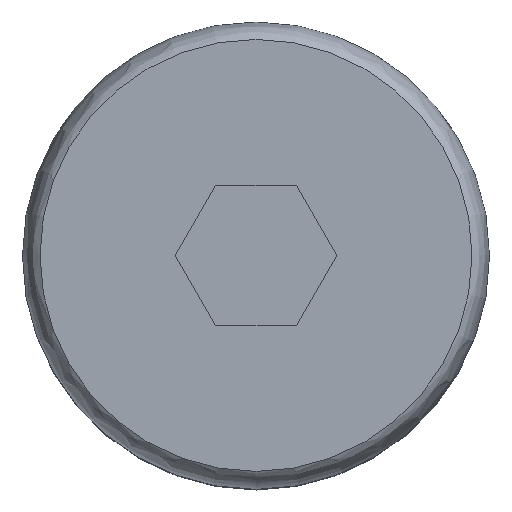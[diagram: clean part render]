
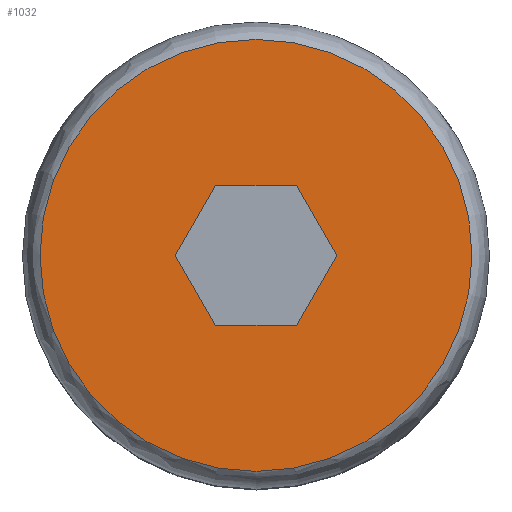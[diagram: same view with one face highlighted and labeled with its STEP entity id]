
A CAD part, top view. The second image highlights one B-rep face of the part: STEP entity #1032.
In plain terms, the highlighted planar face has unit normal (0, 0, 1).
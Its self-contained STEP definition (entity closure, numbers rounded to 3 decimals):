
#28=FACE_BOUND('',#149,.T.);
#55=PLANE('',#1122);
#88=FACE_OUTER_BOUND('',#148,.T.);
#148=EDGE_LOOP('',(#805));
#149=EDGE_LOOP('',(#806,#807,#808,#809,#810,#811));
#183=CIRCLE('',#1112,1.85);
#297=LINE('',#1878,#350);
#301=LINE('',#1886,#354);
#304=LINE('',#1892,#357);
#307=LINE('',#1898,#360);
#310=LINE('',#1904,#363);
#313=LINE('',#1909,#366);
#350=VECTOR('',#1218,10.);
#354=VECTOR('',#1224,10.);
#357=VECTOR('',#1229,10.);
#360=VECTOR('',#1234,10.);
#363=VECTOR('',#1239,10.);
#366=VECTOR('',#1244,10.);
#421=VERTEX_POINT('',#1876);
#422=VERTEX_POINT('',#1877);
#425=VERTEX_POINT('',#1885);
#427=VERTEX_POINT('',#1891);
#429=VERTEX_POINT('',#1897);
#431=VERTEX_POINT('',#1903);
#433=VERTEX_POINT('',#2002);
#538=EDGE_CURVE('',#421,#422,#297,.T.);
#542=EDGE_CURVE('',#425,#421,#301,.T.);
#545=EDGE_CURVE('',#427,#425,#304,.T.);
#548=EDGE_CURVE('',#429,#427,#307,.T.);
#551=EDGE_CURVE('',#431,#429,#310,.T.);
#554=EDGE_CURVE('',#422,#431,#313,.T.);
#558=EDGE_CURVE('',#433,#433,#183,.T.);
#805=ORIENTED_EDGE('',*,*,#558,.T.);
#806=ORIENTED_EDGE('',*,*,#538,.T.);
#807=ORIENTED_EDGE('',*,*,#554,.T.);
#808=ORIENTED_EDGE('',*,*,#551,.T.);
#809=ORIENTED_EDGE('',*,*,#548,.T.);
#810=ORIENTED_EDGE('',*,*,#545,.T.);
#811=ORIENTED_EDGE('',*,*,#542,.T.);
#1032=ADVANCED_FACE('',(#88,#28),#55,.T.);
#1112=AXIS2_PLACEMENT_3D('',#2015,#1250,#1251);
#1122=AXIS2_PLACEMENT_3D('',#2991,#1271,#1272);
#1218=DIRECTION('',(0.5,-0.866,0.));
#1224=DIRECTION('',(1.,0.,0.));
#1229=DIRECTION('',(0.5,0.866,0.));
#1234=DIRECTION('',(-0.5,0.866,0.));
#1239=DIRECTION('',(-1.,0.,0.));
#1244=DIRECTION('',(-0.5,-0.866,0.));
#1250=DIRECTION('center_axis',(0.,0.,1.));
#1251=DIRECTION('ref_axis',(0.,-1.,0.));
#1271=DIRECTION('center_axis',(0.,0.,1.));
#1272=DIRECTION('ref_axis',(0.,-1.,0.));
#1876=CARTESIAN_POINT('',(0.346,0.6,0.9));
#1877=CARTESIAN_POINT('',(0.693,0.,0.9));
#1878=CARTESIAN_POINT('',(0.433,0.45,0.9));
#1885=CARTESIAN_POINT('',(-0.346,0.6,0.9));
#1886=CARTESIAN_POINT('',(-0.173,0.6,0.9));
#1891=CARTESIAN_POINT('',(-0.693,0.,0.9));
#1892=CARTESIAN_POINT('',(-0.606,0.15,0.9));
#1897=CARTESIAN_POINT('',(-0.346,-0.6,0.9));
#1898=CARTESIAN_POINT('',(-0.433,-0.45,0.9));
#1903=CARTESIAN_POINT('',(0.346,-0.6,0.9));
#1904=CARTESIAN_POINT('',(0.173,-0.6,0.9));
#1909=CARTESIAN_POINT('',(0.606,-0.15,0.9));
#2002=CARTESIAN_POINT('',(0.,-1.85,0.9));
#2015=CARTESIAN_POINT('Origin',(0.,0.,0.9));
#2991=CARTESIAN_POINT('Origin',(0.,0.,0.9));
